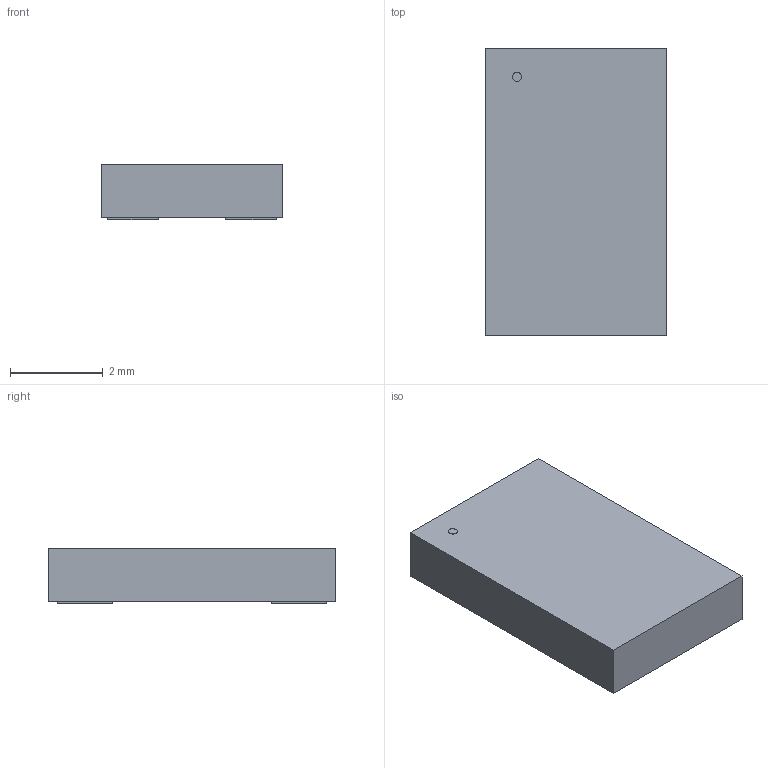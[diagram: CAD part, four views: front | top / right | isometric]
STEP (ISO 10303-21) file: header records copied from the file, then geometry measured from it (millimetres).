
FILE_DESCRIPTION(('FreeCAD Model'),'2;1');
FILE_NAME('Open CASCADE Shape Model','2024-01-13T10:36:43',( 'kicad StepUp'),('ksu MCAD'),'Open CASCADE STEP processor 7.6', 'FreeCAD','Unknown');
FILE_SCHEMA(('AUTOMOTIVE_DESIGN { 1 0 10303 214 1 1 1 1 }'));
Length unit declared in the file: millimetre
Products named in the file (7): part006; part; part001; part002; part003; part004; part005
Assembly tree (6 placements, depth 2):
  part006
    part
    part001
    part002
    part003
    part004
    part005
Bounding box: 3.91 x 6.2 x 1.2 mm (x, y, z)
Volume: 28 mm3; surface area: 83 mm2
Topology: 6 solids, 6 shells, 33 faces, 63 edges, 42 vertices
Faces by surface type: plane 32, cylinder 1
Full cylindrical faces by diameter (mm): 0.196 x1
Entity records: 990 total; most frequent: CARTESIAN_POINT 146, DIRECTION 144, ORIENTED_EDGE 126, EDGE_CURVE 63, LINE 60, VECTOR 60, AXIS2_PLACEMENT_3D 42, VERTEX_POINT 42
